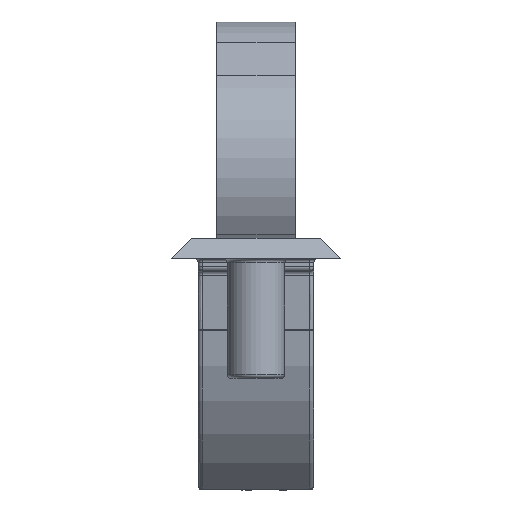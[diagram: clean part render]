
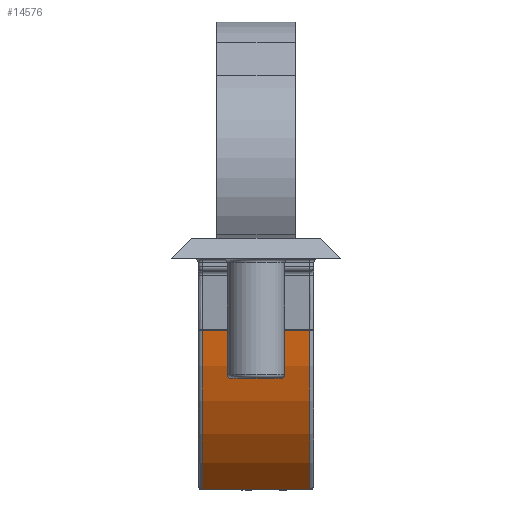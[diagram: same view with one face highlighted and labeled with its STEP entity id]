
A CAD part, front view. The second image highlights one B-rep face of the part: STEP entity #14576.
In plain terms, the highlighted cylindrical face has radius 27.5 mm (diameter 55 mm), a partial arc.
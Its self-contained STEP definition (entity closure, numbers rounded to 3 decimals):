
#157 = CYLINDRICAL_SURFACE ( 'NONE', #9906, 27.5 ) ;
#2694 = DIRECTION ( 'NONE',  ( -1., 0., 0. ) ) ;
#2800 = DIRECTION ( 'NONE',  ( -1., 0., 0. ) ) ;
#2903 = CARTESIAN_POINT ( 'NONE',  ( -6.5, -24.435, 11.172 ) ) ;
#4552 = CARTESIAN_POINT ( 'NONE',  ( 7., -14.64, 30.384 ) ) ;
#4680 = VECTOR ( 'NONE', #12831, 1000. ) ;
#5270 = VERTEX_POINT ( 'NONE', #2903 ) ;
#5437 = LINE ( 'NONE', #6159, #4680 ) ;
#5673 = DIRECTION ( 'NONE',  ( -1., 0., 0. ) ) ;
#5825 = CARTESIAN_POINT ( 'NONE',  ( -6.5, 3., 9.287 ) ) ;
#5955 = DIRECTION ( 'NONE',  ( 0., 0., -1. ) ) ;
#6159 = CARTESIAN_POINT ( 'NONE',  ( 7., -24.435, 11.172 ) ) ;
#6671 = EDGE_CURVE ( 'NONE', #5270, #8075, #5437, .T. ) ;
#6879 = EDGE_CURVE ( 'NONE', #8075, #14015, #17457, .T. ) ;
#8075 = VERTEX_POINT ( 'NONE', #19056 ) ;
#8268 = ORIENTED_EDGE ( 'NONE', *, *, #6671, .T. ) ;
#9064 = EDGE_CURVE ( 'NONE', #11109, #5270, #14551, .T. ) ;
#9285 = EDGE_CURVE ( 'NONE', #14015, #11109, #13030, .T. ) ;
#9906 = AXIS2_PLACEMENT_3D ( 'NONE', #13940, #2694, #20236 ) ;
#10230 = ORIENTED_EDGE ( 'NONE', *, *, #6879, .T. ) ;
#10640 = ORIENTED_EDGE ( 'NONE', *, *, #9285, .T. ) ;
#11109 = VERTEX_POINT ( 'NONE', #20099 ) ;
#11441 = AXIS2_PLACEMENT_3D ( 'NONE', #5825, #18725, #5955 ) ;
#12007 = CARTESIAN_POINT ( 'NONE',  ( 6.5, 3., 9.287 ) ) ;
#12744 = AXIS2_PLACEMENT_3D ( 'NONE', #12007, #5673, #20131 ) ;
#12831 = DIRECTION ( 'NONE',  ( 1., 0., 0. ) ) ;
#13030 = LINE ( 'NONE', #4552, #16801 ) ;
#13940 = CARTESIAN_POINT ( 'NONE',  ( 7., 3., 9.287 ) ) ;
#14015 = VERTEX_POINT ( 'NONE', #18791 ) ;
#14551 = CIRCLE ( 'NONE', #11441, 27.5 ) ;
#14576 = ADVANCED_FACE ( 'NONE', ( #19977 ), #157, .T. ) ;
#16391 = ORIENTED_EDGE ( 'NONE', *, *, #9064, .T. ) ;
#16801 = VECTOR ( 'NONE', #2800, 1000. ) ;
#17457 = CIRCLE ( 'NONE', #12744, 27.5 ) ;
#18376 = EDGE_LOOP ( 'NONE', ( #8268, #10230, #10640, #16391 ) ) ;
#18725 = DIRECTION ( 'NONE',  ( 1., 0., 0. ) ) ;
#18791 = CARTESIAN_POINT ( 'NONE',  ( 6.5, -14.64, 30.384 ) ) ;
#19056 = CARTESIAN_POINT ( 'NONE',  ( 6.5, -24.435, 11.172 ) ) ;
#19977 = FACE_OUTER_BOUND ( 'NONE', #18376, .T. ) ;
#20099 = CARTESIAN_POINT ( 'NONE',  ( -6.5, -14.64, 30.384 ) ) ;
#20131 = DIRECTION ( 'NONE',  ( 0., 0., -1. ) ) ;
#20236 = DIRECTION ( 'NONE',  ( 0., 0., 1. ) ) ;
